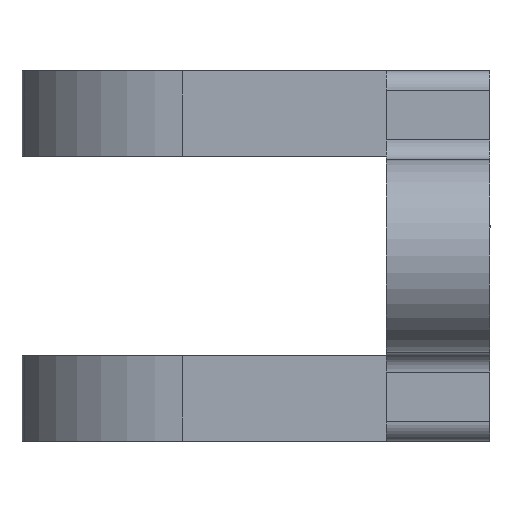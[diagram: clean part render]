
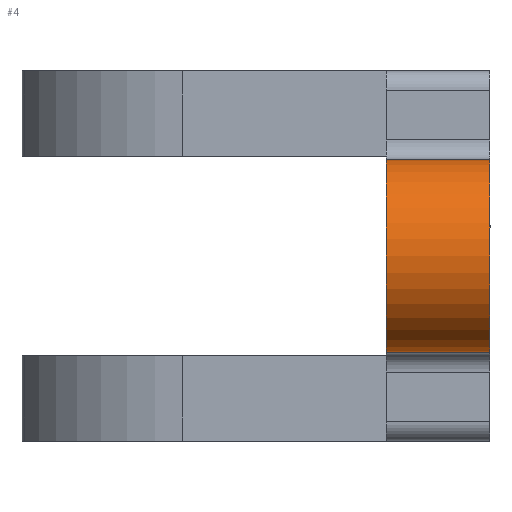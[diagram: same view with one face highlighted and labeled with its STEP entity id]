
A CAD part, front view. The second image highlights one B-rep face of the part: STEP entity #4.
In plain terms, the highlighted cylindrical face has radius 5 mm (diameter 10 mm), a partial arc.
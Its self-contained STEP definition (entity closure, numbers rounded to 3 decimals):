
#4 = ADVANCED_FACE ( 'NONE', ( #1199 ), #400, .T. ) ;
#47 = DIRECTION ( 'NONE',  ( -1., 0., 0. ) ) ;
#136 = DIRECTION ( 'NONE',  ( 0., 0., 1. ) ) ;
#187 = AXIS2_PLACEMENT_3D ( 'NONE', #450, #3236, #1462 ) ;
#211 = CARTESIAN_POINT ( 'NONE',  ( -2.686, -25.5, 5. ) ) ;
#229 = VECTOR ( 'NONE', #1226, 1000. ) ;
#350 = DIRECTION ( 'NONE',  ( 0., 0., 1. ) ) ;
#400 = CYLINDRICAL_SURFACE ( 'NONE', #187, 5. ) ;
#406 = DIRECTION ( 'NONE',  ( 1., 0., 0. ) ) ;
#450 = CARTESIAN_POINT ( 'NONE',  ( -2.686, -25.5, 0. ) ) ;
#614 = CARTESIAN_POINT ( 'NONE',  ( -2.686, -25.5, -5. ) ) ;
#930 = EDGE_LOOP ( 'NONE', ( #2387, #2910, #1942, #1388 ) ) ;
#940 = CARTESIAN_POINT ( 'NONE',  ( 2.686, -25.5, 0. ) ) ;
#1150 = VERTEX_POINT ( 'NONE', #614 ) ;
#1173 = LINE ( 'NONE', #2970, #3206 ) ;
#1199 = FACE_OUTER_BOUND ( 'NONE', #930, .T. ) ;
#1226 = DIRECTION ( 'NONE',  ( 1., 0., 0. ) ) ;
#1388 = ORIENTED_EDGE ( 'NONE', *, *, #1506, .T. ) ;
#1462 = DIRECTION ( 'NONE',  ( 0., 0., 1. ) ) ;
#1506 = EDGE_CURVE ( 'NONE', #1150, #1949, #1173, .T. ) ;
#1574 = EDGE_CURVE ( 'NONE', #1741, #1949, #2505, .T. ) ;
#1709 = LINE ( 'NONE', #211, #229 ) ;
#1741 = VERTEX_POINT ( 'NONE', #2770 ) ;
#1778 = VERTEX_POINT ( 'NONE', #2296 ) ;
#1795 = EDGE_CURVE ( 'NONE', #1150, #1778, #1975, .T. ) ;
#1942 = ORIENTED_EDGE ( 'NONE', *, *, #1795, .F. ) ;
#1949 = VERTEX_POINT ( 'NONE', #2442 ) ;
#1975 = CIRCLE ( 'NONE', #2135, 5. ) ;
#2135 = AXIS2_PLACEMENT_3D ( 'NONE', #3122, #47, #350 ) ;
#2220 = DIRECTION ( 'NONE',  ( 1., 0., 0. ) ) ;
#2276 = EDGE_CURVE ( 'NONE', #1778, #1741, #1709, .T. ) ;
#2296 = CARTESIAN_POINT ( 'NONE',  ( -2.686, -25.5, 5. ) ) ;
#2387 = ORIENTED_EDGE ( 'NONE', *, *, #1574, .F. ) ;
#2442 = CARTESIAN_POINT ( 'NONE',  ( 2.686, -25.5, -5. ) ) ;
#2505 = CIRCLE ( 'NONE', #2933, 5. ) ;
#2770 = CARTESIAN_POINT ( 'NONE',  ( 2.686, -25.5, 5. ) ) ;
#2910 = ORIENTED_EDGE ( 'NONE', *, *, #2276, .F. ) ;
#2933 = AXIS2_PLACEMENT_3D ( 'NONE', #940, #406, #136 ) ;
#2970 = CARTESIAN_POINT ( 'NONE',  ( -2.686, -25.5, -5. ) ) ;
#3122 = CARTESIAN_POINT ( 'NONE',  ( -2.686, -25.5, 0. ) ) ;
#3206 = VECTOR ( 'NONE', #2220, 1000. ) ;
#3236 = DIRECTION ( 'NONE',  ( 1., 0., 0. ) ) ;
